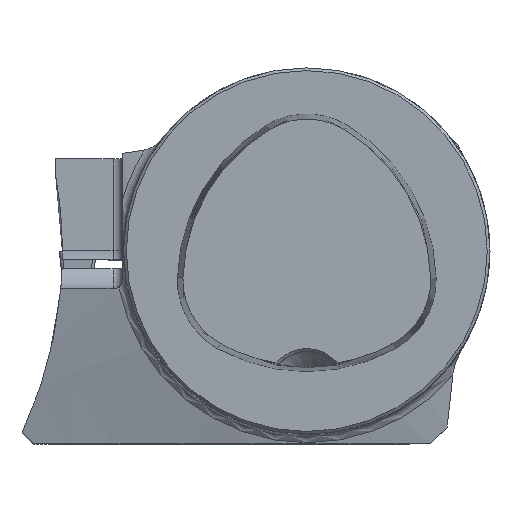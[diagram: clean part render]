
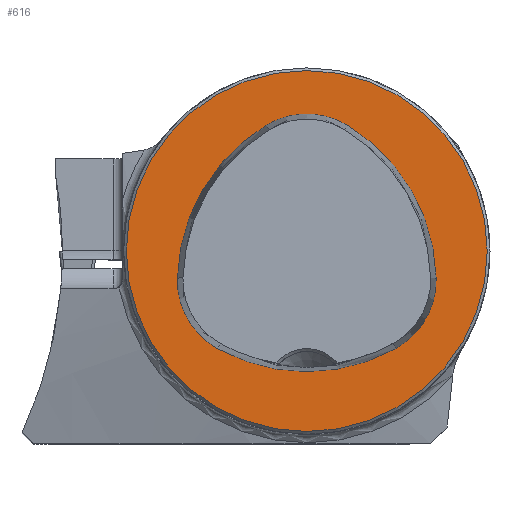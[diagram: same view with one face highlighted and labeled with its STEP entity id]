
A CAD part, top view. The second image highlights one B-rep face of the part: STEP entity #616.
In plain terms, the highlighted planar face has unit normal (0, 0, 1).
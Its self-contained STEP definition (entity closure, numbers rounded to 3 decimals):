
#110=FACE_BOUND('',#857,.T.);
#111=FACE_BOUND('',#858,.T.);
#188=PLANE('',#2333);
#616=ADVANCED_FACE('CU_FL_N1_SU_1',(#110,#111),#188,.T.);
#857=EDGE_LOOP('',(#1220,#1221,#1222,#1223,#1224,#1225));
#858=EDGE_LOOP('',(#1226));
#963=CIRCLE('',#2324,20.063);
#965=CIRCLE('',#2327,20.063);
#966=CIRCLE('',#2328,8.563);
#967=CIRCLE('',#2329,20.063);
#968=CIRCLE('',#2330,8.563);
#969=CIRCLE('',#2331,8.563);
#970=CIRCLE('',#2332,19.7);
#1220=ORIENTED_EDGE('',*,*,#1990,.F.);
#1221=ORIENTED_EDGE('',*,*,#1991,.F.);
#1222=ORIENTED_EDGE('',*,*,#1992,.F.);
#1223=ORIENTED_EDGE('',*,*,#1993,.F.);
#1224=ORIENTED_EDGE('',*,*,#1987,.F.);
#1225=ORIENTED_EDGE('',*,*,#1994,.F.);
#1226=ORIENTED_EDGE('',*,*,#1995,.T.);
#1747=VERTEX_POINT('',#3847);
#1748=VERTEX_POINT('',#3849);
#1750=VERTEX_POINT('',#3855);
#1751=VERTEX_POINT('',#3856);
#1752=VERTEX_POINT('',#3858);
#1753=VERTEX_POINT('',#3860);
#1754=VERTEX_POINT('',#3864);
#1987=EDGE_CURVE('',#1747,#1748,#963,.T.);
#1990=EDGE_CURVE('',#1750,#1751,#965,.T.);
#1991=EDGE_CURVE('',#1752,#1750,#966,.T.);
#1992=EDGE_CURVE('',#1753,#1752,#967,.T.);
#1993=EDGE_CURVE('',#1748,#1753,#968,.T.);
#1994=EDGE_CURVE('',#1751,#1747,#969,.T.);
#1995=EDGE_CURVE('',#1754,#1754,#970,.T.);
#2324=AXIS2_PLACEMENT_3D('',#3848,#2671,#2672);
#2327=AXIS2_PLACEMENT_3D('',#3854,#2678,#2679);
#2328=AXIS2_PLACEMENT_3D('',#3857,#2680,#2681);
#2329=AXIS2_PLACEMENT_3D('',#3859,#2682,#2683);
#2330=AXIS2_PLACEMENT_3D('',#3861,#2684,#2685);
#2331=AXIS2_PLACEMENT_3D('',#3862,#2686,#2687);
#2332=AXIS2_PLACEMENT_3D('',#3863,#2688,#2689);
#2333=AXIS2_PLACEMENT_3D('',#3865,#2690,#2691);
#2671=DIRECTION('',(0.,0.,1.));
#2672=DIRECTION('',(1.,0.,0.));
#2678=DIRECTION('',(0.,0.,1.));
#2679=DIRECTION('',(1.,0.,0.));
#2680=DIRECTION('',(0.,0.,1.));
#2681=DIRECTION('',(1.,0.,0.));
#2682=DIRECTION('',(0.,0.,1.));
#2683=DIRECTION('',(1.,0.,0.));
#2684=DIRECTION('',(0.,0.,1.));
#2685=DIRECTION('',(1.,0.,0.));
#2686=DIRECTION('',(0.,0.,1.));
#2687=DIRECTION('',(1.,0.,0.));
#2688=DIRECTION('',(0.,0.,1.));
#2689=DIRECTION('',(1.,0.,0.));
#2690=DIRECTION('',(0.,0.,1.));
#2691=DIRECTION('',(1.,0.,0.));
#3847=CARTESIAN_POINT('',(-9.704,-10.66,0.));
#3848=CARTESIAN_POINT('',(0.,6.9,0.));
#3849=CARTESIAN_POINT('',(9.704,-10.66,0.));
#3854=CARTESIAN_POINT('',(5.934,-3.451,0.));
#3855=CARTESIAN_POINT('',(-4.418,13.735,0.));
#3856=CARTESIAN_POINT('',(-14.123,-2.953,0.));
#3857=CARTESIAN_POINT('',(0.,6.4,0.));
#3858=CARTESIAN_POINT('',(4.418,13.735,0.));
#3859=CARTESIAN_POINT('',(-5.934,-3.451,0.));
#3860=CARTESIAN_POINT('',(14.123,-2.953,0.));
#3861=CARTESIAN_POINT('',(5.562,-3.165,0.));
#3862=CARTESIAN_POINT('',(-5.562,-3.165,0.));
#3863=CARTESIAN_POINT('',(0.,0.,0.));
#3864=CARTESIAN_POINT('',(19.7,0.,0.));
#3865=CARTESIAN_POINT('',(0.,0.,0.));
